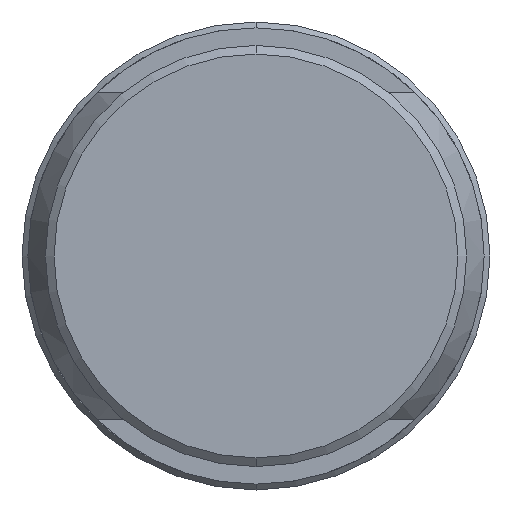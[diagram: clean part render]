
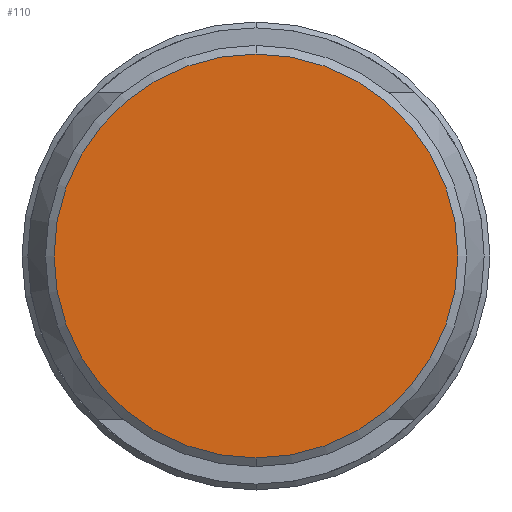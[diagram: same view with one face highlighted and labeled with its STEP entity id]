
A CAD part, front view. The second image highlights one B-rep face of the part: STEP entity #110.
In plain terms, the highlighted planar face has unit normal (0, -1, 0).
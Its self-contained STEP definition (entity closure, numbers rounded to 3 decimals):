
#2 = CARTESIAN_POINT ( 'NONE',  ( 0., 0., 0. ) ) ;
#21 = AXIS2_PLACEMENT_3D ( 'NONE', #437, #422, #327 ) ;
#57 = EDGE_CURVE ( 'NONE', #914, #942, #484, .T. ) ;
#104 = DIRECTION ( 'NONE',  ( 0., -1., 0. ) ) ;
#110 = ADVANCED_FACE ( 'NONE', ( #246 ), #477, .F. ) ;
#184 = CARTESIAN_POINT ( 'NONE',  ( 0., 0., 8.63 ) ) ;
#188 = ORIENTED_EDGE ( 'NONE', *, *, #57, .T. ) ;
#246 = FACE_OUTER_BOUND ( 'NONE', #598, .T. ) ;
#307 = DIRECTION ( 'NONE',  ( 0., 1., 0. ) ) ;
#327 = DIRECTION ( 'NONE',  ( 0., 0., -1. ) ) ;
#422 = DIRECTION ( 'NONE',  ( 0., -1., 0. ) ) ;
#437 = CARTESIAN_POINT ( 'NONE',  ( 0., 0., 0. ) ) ;
#459 = CARTESIAN_POINT ( 'NONE',  ( 0., 0., 0. ) ) ;
#477 = PLANE ( 'NONE',  #606 ) ;
#484 = CIRCLE ( 'NONE', #528, 8.63 ) ;
#528 = AXIS2_PLACEMENT_3D ( 'NONE', #2, #104, #822 ) ;
#598 = EDGE_LOOP ( 'NONE', ( #188, #904 ) ) ;
#606 = AXIS2_PLACEMENT_3D ( 'NONE', #459, #307, #892 ) ;
#723 = CARTESIAN_POINT ( 'NONE',  ( 0., 0., -8.63 ) ) ;
#738 = EDGE_CURVE ( 'NONE', #942, #914, #765, .T. ) ;
#765 = CIRCLE ( 'NONE', #21, 8.63 ) ;
#822 = DIRECTION ( 'NONE',  ( 0., 0., -1. ) ) ;
#892 = DIRECTION ( 'NONE',  ( 0., 0., 1. ) ) ;
#904 = ORIENTED_EDGE ( 'NONE', *, *, #738, .T. ) ;
#914 = VERTEX_POINT ( 'NONE', #184 ) ;
#942 = VERTEX_POINT ( 'NONE', #723 ) ;
